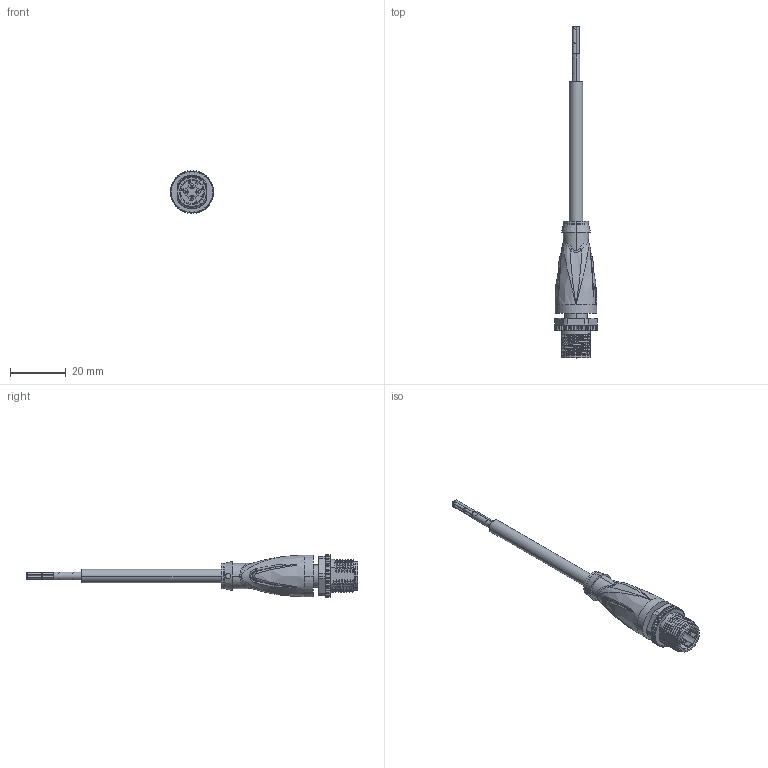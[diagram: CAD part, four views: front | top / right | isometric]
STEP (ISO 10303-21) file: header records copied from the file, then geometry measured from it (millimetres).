
FILE_DESCRIPTION(('STEP AP214'),'1');
FILE_NAME('cctmp_408E4957-FCEF-4580-971F-DFA6FB974BDD_2022_04_27_10_50_39_0566..stp','2022-04-27T08:50:44',('KiM GmbH'),('CADClick - www.CADClick.com'),'Spatial InterOp 3D postprocessed',' ','unknown authorization');
FILE_SCHEMA(('AUTOMOTIVE_DESIGN'));
Length unit declared in the file: millimetre
Products named in the file (7): T198134_1; Connection2; Cable; Connection1; Connection1_2; Connection1_1; T198134
Assembly tree (6 placements, depth 4):
  T198134
    T198134_1
      Connection2
      Cable
      Connection1
        Connection1_2
        Connection1_1
Bounding box: 15.4 x 119.1 x 15.37 mm (x, y, z)
Volume: 6442.5 mm3; surface area: 5486.7 mm2
Topology: 9 solids, 9 shells, 1110 faces, 2895 edges, 1832 vertices
Faces by surface type: plane 511, cylinder 255, torus 151, bspline 143, cone 42, sphere 8
Entity records: 54556 total; most frequent: CARTESIAN_POINT 20994, ORIENTED_EDGE 5752, DIRECTION 5086, EDGE_CURVE 2876, STYLED_ITEM 2080, PRESENTATION_STYLE_ASSIGNMENT 2080, VERTEX_POINT 1832, AXIS2_PLACEMENT_3D 1809
